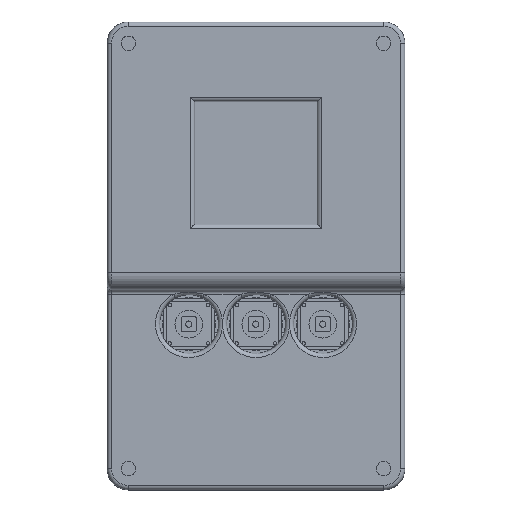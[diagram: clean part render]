
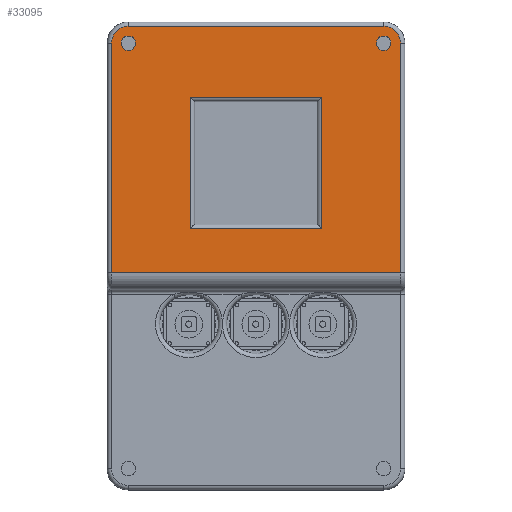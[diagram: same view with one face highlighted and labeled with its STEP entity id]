
A CAD part, top view. The second image highlights one B-rep face of the part: STEP entity #33095.
In plain terms, the highlighted planar face has unit normal (0, 0, 1).
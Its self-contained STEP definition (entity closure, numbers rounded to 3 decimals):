
#632=FACE_BOUND('',#5773,.T.);
#633=FACE_BOUND('',#5774,.T.);
#634=FACE_BOUND('',#5775,.T.);
#1580=CIRCLE('',#36367,4.);
#1581=CIRCLE('',#36368,4.);
#1582=CIRCLE('',#36369,1.7);
#1583=CIRCLE('',#36370,1.7);
#3854=FACE_OUTER_BOUND('',#5772,.T.);
#5772=EDGE_LOOP('',(#29302,#29303,#29304,#29305,#29306,#29307));
#5773=EDGE_LOOP('',(#29308));
#5774=EDGE_LOOP('',(#29309));
#5775=EDGE_LOOP('',(#29310,#29311,#29312,#29313));
#9390=LINE('',#55332,#13018);
#9392=LINE('',#55340,#13020);
#9394=LINE('',#55346,#13022);
#9397=LINE('',#55352,#13025);
#9403=LINE('',#55366,#13031);
#9404=LINE('',#55368,#13032);
#9405=LINE('',#55372,#13033);
#9406=LINE('',#55375,#13034);
#13018=VECTOR('',#45294,10.);
#13020=VECTOR('',#45302,10.);
#13022=VECTOR('',#45308,10.);
#13025=VECTOR('',#45315,10.);
#13031=VECTOR('',#45327,10.);
#13032=VECTOR('',#45328,10.);
#13033=VECTOR('',#45331,10.);
#13034=VECTOR('',#45334,10.);
#16234=VERTEX_POINT('',#55330);
#16235=VERTEX_POINT('',#55331);
#16238=VERTEX_POINT('',#55339);
#16240=VERTEX_POINT('',#55345);
#16245=VERTEX_POINT('',#55364);
#16246=VERTEX_POINT('',#55365);
#16247=VERTEX_POINT('',#55367);
#16248=VERTEX_POINT('',#55369);
#16249=VERTEX_POINT('',#55371);
#16250=VERTEX_POINT('',#55373);
#16251=VERTEX_POINT('',#55376);
#16252=VERTEX_POINT('',#55378);
#20807=EDGE_CURVE('',#16234,#16235,#9390,.T.);
#20811=EDGE_CURVE('',#16235,#16238,#9392,.T.);
#20814=EDGE_CURVE('',#16238,#16240,#9394,.T.);
#20818=EDGE_CURVE('',#16240,#16234,#9397,.T.);
#20824=EDGE_CURVE('',#16245,#16246,#9403,.T.);
#20825=EDGE_CURVE('',#16247,#16245,#9404,.T.);
#20826=EDGE_CURVE('',#16248,#16247,#1580,.T.);
#20827=EDGE_CURVE('',#16249,#16248,#9405,.T.);
#20828=EDGE_CURVE('',#16250,#16249,#1581,.T.);
#20829=EDGE_CURVE('',#16246,#16250,#9406,.T.);
#20830=EDGE_CURVE('',#16251,#16251,#1582,.T.);
#20831=EDGE_CURVE('',#16252,#16252,#1583,.T.);
#29302=ORIENTED_EDGE('',*,*,#20824,.F.);
#29303=ORIENTED_EDGE('',*,*,#20825,.F.);
#29304=ORIENTED_EDGE('',*,*,#20826,.F.);
#29305=ORIENTED_EDGE('',*,*,#20827,.F.);
#29306=ORIENTED_EDGE('',*,*,#20828,.F.);
#29307=ORIENTED_EDGE('',*,*,#20829,.F.);
#29308=ORIENTED_EDGE('',*,*,#20830,.T.);
#29309=ORIENTED_EDGE('',*,*,#20831,.T.);
#29310=ORIENTED_EDGE('',*,*,#20807,.F.);
#29311=ORIENTED_EDGE('',*,*,#20818,.F.);
#29312=ORIENTED_EDGE('',*,*,#20814,.F.);
#29313=ORIENTED_EDGE('',*,*,#20811,.F.);
#30923=PLANE('',#36366);
#33095=ADVANCED_FACE('',(#3854,#632,#633,#634),#30923,.T.);
#36366=AXIS2_PLACEMENT_3D('',#55363,#45325,#45326);
#36367=AXIS2_PLACEMENT_3D('',#55370,#45329,#45330);
#36368=AXIS2_PLACEMENT_3D('',#55374,#45332,#45333);
#36369=AXIS2_PLACEMENT_3D('',#55377,#45335,#45336);
#36370=AXIS2_PLACEMENT_3D('',#55379,#45337,#45338);
#45294=DIRECTION('',(0.,1.,0.));
#45302=DIRECTION('',(-1.,0.,0.));
#45308=DIRECTION('',(0.,-1.,0.));
#45315=DIRECTION('',(1.,0.,0.));
#45325=DIRECTION('center_axis',(0.,0.,1.));
#45326=DIRECTION('ref_axis',(1.,0.,0.));
#45327=DIRECTION('',(-1.,0.,0.));
#45328=DIRECTION('',(0.,-1.,0.));
#45329=DIRECTION('center_axis',(0.,0.,-1.));
#45330=DIRECTION('ref_axis',(0.707,0.707,0.));
#45331=DIRECTION('',(1.,0.,0.));
#45332=DIRECTION('center_axis',(0.,0.,-1.));
#45333=DIRECTION('ref_axis',(-0.707,0.707,0.));
#45334=DIRECTION('',(0.,1.,0.));
#45335=DIRECTION('center_axis',(0.,0.,-1.));
#45336=DIRECTION('ref_axis',(1.,0.,0.));
#45337=DIRECTION('center_axis',(0.,0.,-1.));
#45338=DIRECTION('ref_axis',(1.,0.,0.));
#55330=CARTESIAN_POINT('',(50.43,61.44,11.5));
#55331=CARTESIAN_POINT('',(50.43,92.3,11.5));
#55332=CARTESIAN_POINT('',(50.43,69.65,11.5));
#55339=CARTESIAN_POINT('',(19.57,92.3,11.5));
#55340=CARTESIAN_POINT('',(27.785,92.3,11.5));
#55345=CARTESIAN_POINT('',(19.57,61.44,11.5));
#55346=CARTESIAN_POINT('',(19.57,55.22,11.5));
#55352=CARTESIAN_POINT('',(42.215,61.44,11.5));
#55363=CARTESIAN_POINT('Origin',(35.,48.,11.5));
#55364=CARTESIAN_POINT('',(69.,51.,11.5));
#55365=CARTESIAN_POINT('',(1.,51.,11.5));
#55366=CARTESIAN_POINT('',(17.5,51.,11.5));
#55367=CARTESIAN_POINT('',(69.,105.,11.5));
#55368=CARTESIAN_POINT('',(69.,24.,11.5));
#55369=CARTESIAN_POINT('',(65.,109.,11.5));
#55370=CARTESIAN_POINT('Origin',(65.,105.,11.5));
#55371=CARTESIAN_POINT('',(5.,109.,11.5));
#55372=CARTESIAN_POINT('',(52.5,109.,11.5));
#55373=CARTESIAN_POINT('',(1.,105.,11.5));
#55374=CARTESIAN_POINT('Origin',(5.,105.,11.5));
#55375=CARTESIAN_POINT('',(1.,47.5,11.5));
#55376=CARTESIAN_POINT('',(63.3,105.,11.5));
#55377=CARTESIAN_POINT('Origin',(65.,105.,11.5));
#55378=CARTESIAN_POINT('',(3.3,105.,11.5));
#55379=CARTESIAN_POINT('Origin',(5.,105.,11.5));
